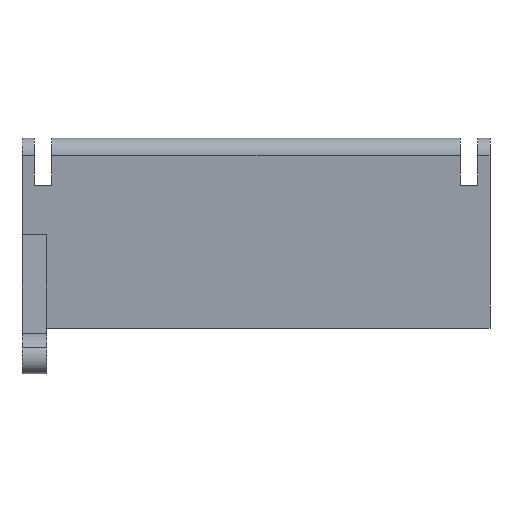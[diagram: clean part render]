
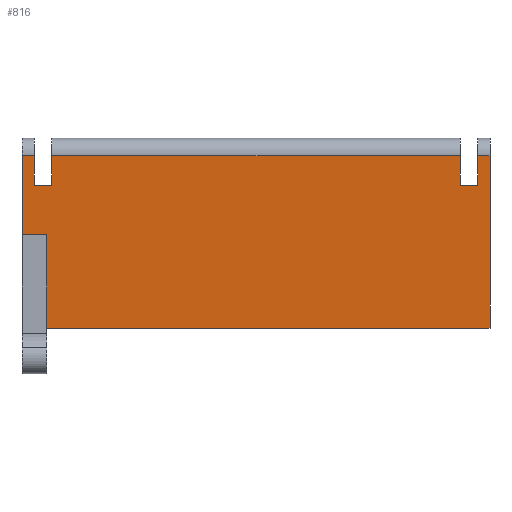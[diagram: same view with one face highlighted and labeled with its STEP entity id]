
A CAD part, left-side view. The second image highlights one B-rep face of the part: STEP entity #816.
In plain terms, the highlighted planar face has unit normal (-0.996, 0, -0.084).
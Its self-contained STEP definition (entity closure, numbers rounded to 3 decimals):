
#4 = VERTEX_POINT ( 'NONE', #455 ) ;
#24 = VERTEX_POINT ( 'NONE', #88 ) ;
#31 = LINE ( 'NONE', #901, #925 ) ;
#55 = LINE ( 'NONE', #1074, #107 ) ;
#59 = VECTOR ( 'NONE', #325, 1000. ) ;
#88 = CARTESIAN_POINT ( 'NONE',  ( -2.45, 45., 14.25 ) ) ;
#97 = VECTOR ( 'NONE', #758, 1000. ) ;
#105 = DIRECTION ( 'NONE',  ( -0.084, 0., 0.996 ) ) ;
#107 = VECTOR ( 'NONE', #806, 1000. ) ;
#130 = DIRECTION ( 'NONE',  ( -0.084, 0., 0.996 ) ) ;
#134 = EDGE_CURVE ( 'NONE', #207, #1128, #165, .T. ) ;
#138 = VERTEX_POINT ( 'NONE', #304 ) ;
#140 = CARTESIAN_POINT ( 'NONE',  ( -2.956, 47.5, 20.239 ) ) ;
#165 = LINE ( 'NONE', #701, #683 ) ;
#175 = CARTESIAN_POINT ( 'NONE',  ( -2.956, 47.5, 20.239 ) ) ;
#176 = CARTESIAN_POINT ( 'NONE',  ( -1.6, 42.5, 4.188 ) ) ;
#207 = VERTEX_POINT ( 'NONE', #904 ) ;
#208 = PLANE ( 'NONE',  #912 ) ;
#209 = DIRECTION ( 'NONE',  ( 0.084, 0., -0.996 ) ) ;
#212 = CARTESIAN_POINT ( 'NONE',  ( -2.956, -47.5, 20.239 ) ) ;
#221 = LINE ( 'NONE', #986, #498 ) ;
#223 = ORIENTED_EDGE ( 'NONE', *, *, #134, .F. ) ;
#235 = DIRECTION ( 'NONE',  ( 0., -1., 0. ) ) ;
#243 = EDGE_CURVE ( 'NONE', #1110, #1083, #221, .T. ) ;
#259 = EDGE_CURVE ( 'NONE', #4, #1110, #739, .T. ) ;
#263 = EDGE_CURVE ( 'NONE', #656, #499, #777, .T. ) ;
#267 = DIRECTION ( 'NONE',  ( 0., -1., 0. ) ) ;
#273 = VERTEX_POINT ( 'NONE', #467 ) ;
#304 = CARTESIAN_POINT ( 'NONE',  ( -2.956, 47.5, 20.239 ) ) ;
#325 = DIRECTION ( 'NONE',  ( 0., -1., 0. ) ) ;
#338 = VECTOR ( 'NONE', #878, 1000. ) ;
#360 = VERTEX_POINT ( 'NONE', #475 ) ;
#361 = CARTESIAN_POINT ( 'NONE',  ( -1.6, 47.5, 4.188 ) ) ;
#368 = ORIENTED_EDGE ( 'NONE', *, *, #715, .F. ) ;
#374 = ORIENTED_EDGE ( 'NONE', *, *, #840, .T. ) ;
#379 = EDGE_CURVE ( 'NONE', #830, #360, #918, .T. ) ;
#432 = CARTESIAN_POINT ( 'NONE',  ( -2.956, -45., 20.239 ) ) ;
#436 = CARTESIAN_POINT ( 'NONE',  ( -2.45, -45., 14.25 ) ) ;
#441 = EDGE_CURVE ( 'NONE', #499, #273, #563, .T. ) ;
#455 = CARTESIAN_POINT ( 'NONE',  ( -2.45, -41.5, 14.25 ) ) ;
#456 = ORIENTED_EDGE ( 'NONE', *, *, #470, .T. ) ;
#459 = EDGE_CURVE ( 'NONE', #273, #4, #765, .T. ) ;
#464 = DIRECTION ( 'NONE',  ( -0.084, 0., 0.996 ) ) ;
#467 = CARTESIAN_POINT ( 'NONE',  ( -2.956, -41.5, 20.239 ) ) ;
#470 = EDGE_CURVE ( 'NONE', #138, #587, #748, .T. ) ;
#472 = VERTEX_POINT ( 'NONE', #569 ) ;
#473 = CARTESIAN_POINT ( 'NONE',  ( 0., 47.5, -14.75 ) ) ;
#475 = CARTESIAN_POINT ( 'NONE',  ( 0., -47.5, -14.75 ) ) ;
#487 = VECTOR ( 'NONE', #1015, 1000. ) ;
#492 = EDGE_CURVE ( 'NONE', #138, #472, #669, .T. ) ;
#498 = VECTOR ( 'NONE', #105, 1000. ) ;
#499 = VERTEX_POINT ( 'NONE', #850 ) ;
#530 = ORIENTED_EDGE ( 'NONE', *, *, #259, .F. ) ;
#548 = VECTOR ( 'NONE', #209, 1000. ) ;
#563 = LINE ( 'NONE', #1026, #97 ) ;
#567 = CARTESIAN_POINT ( 'NONE',  ( -2.45, 47.5, 14.25 ) ) ;
#569 = CARTESIAN_POINT ( 'NONE',  ( -2.956, 45., 20.239 ) ) ;
#581 = ORIENTED_EDGE ( 'NONE', *, *, #492, .F. ) ;
#587 = VERTEX_POINT ( 'NONE', #361 ) ;
#598 = VECTOR ( 'NONE', #130, 1000. ) ;
#599 = LINE ( 'NONE', #953, #712 ) ;
#609 = EDGE_LOOP ( 'NONE', ( #881, #1017, #581, #456, #954, #223, #374, #799, #368, #1065, #530, #1105, #943, #619 ) ) ;
#619 = ORIENTED_EDGE ( 'NONE', *, *, #263, .F. ) ;
#641 = CARTESIAN_POINT ( 'NONE',  ( 0., -47.5, -14.75 ) ) ;
#643 = DIRECTION ( 'NONE',  ( 0.996, 0., 0.084 ) ) ;
#656 = VERTEX_POINT ( 'NONE', #789 ) ;
#669 = LINE ( 'NONE', #140, #1054 ) ;
#683 = VECTOR ( 'NONE', #1047, 1000. ) ;
#684 = CARTESIAN_POINT ( 'NONE',  ( -2.45, 47.5, 14.25 ) ) ;
#701 = CARTESIAN_POINT ( 'NONE',  ( 0., 42.5, -14.75 ) ) ;
#712 = VECTOR ( 'NONE', #790, 1000. ) ;
#715 = EDGE_CURVE ( 'NONE', #1083, #830, #841, .T. ) ;
#728 = CARTESIAN_POINT ( 'NONE',  ( 0., 41.5, -14.75 ) ) ;
#739 = LINE ( 'NONE', #567, #59 ) ;
#748 = LINE ( 'NONE', #1104, #1016 ) ;
#758 = DIRECTION ( 'NONE',  ( 0., -1., 0. ) ) ;
#761 = EDGE_CURVE ( 'NONE', #472, #24, #55, .T. ) ;
#765 = LINE ( 'NONE', #831, #487 ) ;
#773 = FACE_OUTER_BOUND ( 'NONE', #609, .T. ) ;
#777 = LINE ( 'NONE', #728, #598 ) ;
#789 = CARTESIAN_POINT ( 'NONE',  ( -2.45, 41.5, 14.25 ) ) ;
#790 = DIRECTION ( 'NONE',  ( 0., 1., 0. ) ) ;
#799 = ORIENTED_EDGE ( 'NONE', *, *, #379, .F. ) ;
#806 = DIRECTION ( 'NONE',  ( 0.084, 0., -0.996 ) ) ;
#809 = DIRECTION ( 'NONE',  ( 0., -1., 0. ) ) ;
#816 = ADVANCED_FACE ( 'NONE', ( #773 ), #208, .F. ) ;
#830 = VERTEX_POINT ( 'NONE', #212 ) ;
#831 = CARTESIAN_POINT ( 'NONE',  ( 0., -41.5, -14.75 ) ) ;
#840 = EDGE_CURVE ( 'NONE', #207, #360, #31, .T. ) ;
#841 = LINE ( 'NONE', #175, #338 ) ;
#850 = CARTESIAN_POINT ( 'NONE',  ( -2.956, 41.5, 20.239 ) ) ;
#852 = VECTOR ( 'NONE', #267, 1000. ) ;
#878 = DIRECTION ( 'NONE',  ( 0., -1., 0. ) ) ;
#881 = ORIENTED_EDGE ( 'NONE', *, *, #1076, .F. ) ;
#901 = CARTESIAN_POINT ( 'NONE',  ( 0., 47.5, -14.75 ) ) ;
#904 = CARTESIAN_POINT ( 'NONE',  ( 0., 42.5, -14.75 ) ) ;
#912 = AXIS2_PLACEMENT_3D ( 'NONE', #473, #643, #464 ) ;
#918 = LINE ( 'NONE', #641, #548 ) ;
#922 = LINE ( 'NONE', #684, #852 ) ;
#925 = VECTOR ( 'NONE', #809, 1000. ) ;
#943 = ORIENTED_EDGE ( 'NONE', *, *, #441, .F. ) ;
#953 = CARTESIAN_POINT ( 'NONE',  ( -1.6, 42.5, 4.188 ) ) ;
#954 = ORIENTED_EDGE ( 'NONE', *, *, #1119, .F. ) ;
#986 = CARTESIAN_POINT ( 'NONE',  ( 0., -45., -14.75 ) ) ;
#1015 = DIRECTION ( 'NONE',  ( 0.084, 0., -0.996 ) ) ;
#1016 = VECTOR ( 'NONE', #1111, 1000. ) ;
#1017 = ORIENTED_EDGE ( 'NONE', *, *, #761, .F. ) ;
#1026 = CARTESIAN_POINT ( 'NONE',  ( -2.956, 47.5, 20.239 ) ) ;
#1047 = DIRECTION ( 'NONE',  ( -0.084, 0., 0.996 ) ) ;
#1054 = VECTOR ( 'NONE', #235, 1000. ) ;
#1065 = ORIENTED_EDGE ( 'NONE', *, *, #243, .F. ) ;
#1074 = CARTESIAN_POINT ( 'NONE',  ( 0., 45., -14.75 ) ) ;
#1076 = EDGE_CURVE ( 'NONE', #24, #656, #922, .T. ) ;
#1083 = VERTEX_POINT ( 'NONE', #432 ) ;
#1104 = CARTESIAN_POINT ( 'NONE',  ( 0., 47.5, -14.75 ) ) ;
#1105 = ORIENTED_EDGE ( 'NONE', *, *, #459, .F. ) ;
#1110 = VERTEX_POINT ( 'NONE', #436 ) ;
#1111 = DIRECTION ( 'NONE',  ( 0.084, 0., -0.996 ) ) ;
#1119 = EDGE_CURVE ( 'NONE', #1128, #587, #599, .T. ) ;
#1128 = VERTEX_POINT ( 'NONE', #176 ) ;
